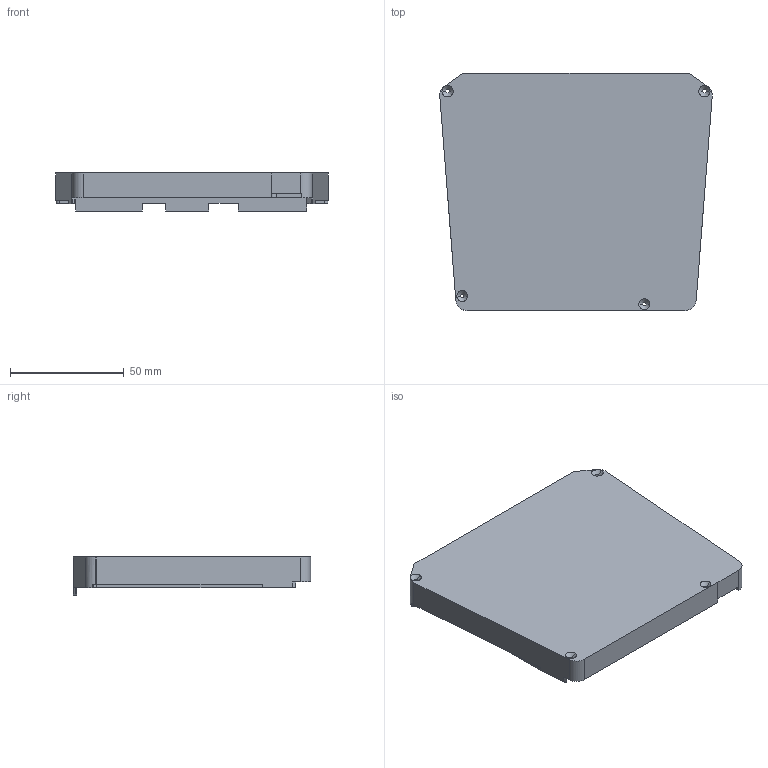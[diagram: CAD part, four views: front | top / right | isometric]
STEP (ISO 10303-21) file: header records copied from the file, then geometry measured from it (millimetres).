
FILE_DESCRIPTION (( 'STEP AP214' ), '1' );
FILE_NAME ('Drone express - Cassette brouilleur - couvercle inf V3 (Usinable).STEP', '2022-06-22T18:32:29', ( '' ), ( '' ), 'SwSTEP 2.0', 'SolidWorks 2017', '' );
FILE_SCHEMA (( 'AUTOMOTIVE_DESIGN' ));
Length unit declared in the file: millimetre
Products named in the file (1): Drone express - Cassette brouilleur - couvercle inf V3 (Usinable)
Bounding box: 120.02 x 104.5 x 16.75 mm (x, y, z)
Volume: 50513.6 mm3; surface area: 33776.7 mm2
Topology: 1 solids, 1 shells, 94 faces, 264 edges, 172 vertices
Faces by surface type: plane 53, cylinder 33, cone 8
Entity records: 3092 total; most frequent: CARTESIAN_POINT 555, ORIENTED_EDGE 528, DIRECTION 526, EDGE_CURVE 264, LINE 184, VECTOR 184, VERTEX_POINT 172, AXIS2_PLACEMENT_3D 171
